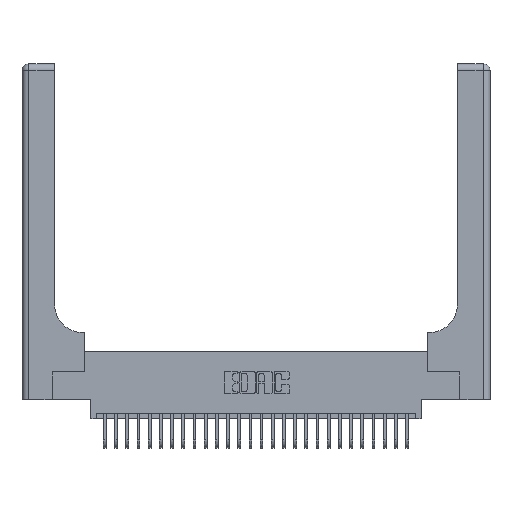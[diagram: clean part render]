
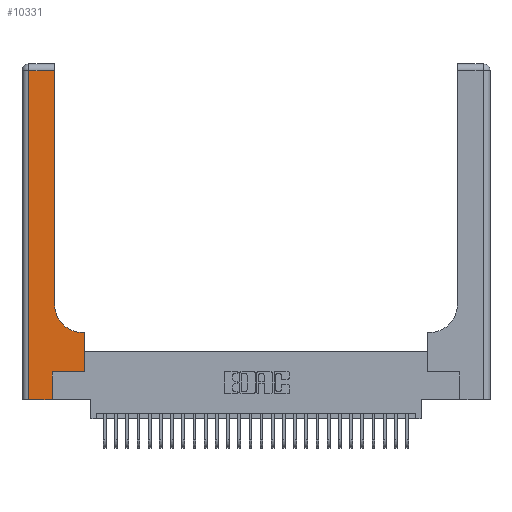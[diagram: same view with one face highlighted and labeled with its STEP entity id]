
A CAD part, top view. The second image highlights one B-rep face of the part: STEP entity #10331.
In plain terms, the highlighted planar face has unit normal (0, 0, 1).
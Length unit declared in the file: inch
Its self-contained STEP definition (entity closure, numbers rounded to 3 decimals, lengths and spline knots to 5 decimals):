
#608 = VECTOR ( 'NONE', #15953, 39.37008 ) ;
#817 = ORIENTED_EDGE ( 'NONE', *, *, #944, .T. ) ;
#944 = EDGE_CURVE ( 'NONE', #23607, #4655, #13722, .T. ) ;
#1155 = EDGE_CURVE ( 'NONE', #13451, #23607, #12670, .T. ) ;
#1185 = LINE ( 'NONE', #8968, #7036 ) ;
#1392 = CARTESIAN_POINT ( 'NONE',  ( 0.06, 0., 0.37 ) ) ;
#1436 = CARTESIAN_POINT ( 'NONE',  ( 0.2915, 0.85, 0.37 ) ) ;
#1630 = CARTESIAN_POINT ( 'NONE',  ( 0., 0., 0.37 ) ) ;
#1671 = VECTOR ( 'NONE', #8232, 39.37008 ) ;
#2814 = ORIENTED_EDGE ( 'NONE', *, *, #26160, .T. ) ;
#3308 = DIRECTION ( 'NONE',  ( -1., 0., 0. ) ) ;
#3798 = ORIENTED_EDGE ( 'NONE', *, *, #25384, .T. ) ;
#4655 = VERTEX_POINT ( 'NONE', #1436 ) ;
#5006 = DIRECTION ( 'NONE',  ( 0., 0., -1. ) ) ;
#5025 = CARTESIAN_POINT ( 'NONE',  ( 0.269, 0., 0.37 ) ) ;
#6991 = ORIENTED_EDGE ( 'NONE', *, *, #11010, .T. ) ;
#7036 = VECTOR ( 'NONE', #22104, 39.37008 ) ;
#8232 = DIRECTION ( 'NONE',  ( -1., 0., 0. ) ) ;
#8881 = LINE ( 'NONE', #10433, #21924 ) ;
#8968 = CARTESIAN_POINT ( 'NONE',  ( 0.2915, 3., 0.37 ) ) ;
#9079 = VERTEX_POINT ( 'NONE', #18441 ) ;
#9633 = ORIENTED_EDGE ( 'NONE', *, *, #25269, .T. ) ;
#10113 = VECTOR ( 'NONE', #20930, 39.37008 ) ;
#10331 = ADVANCED_FACE ( 'NONE', ( #20096 ), #12071, .F. ) ;
#10418 = VERTEX_POINT ( 'NONE', #1392 ) ;
#10433 = CARTESIAN_POINT ( 'NONE',  ( 0.269, 0.25, 0.37 ) ) ;
#11010 = EDGE_CURVE ( 'NONE', #16287, #13451, #15936, .T. ) ;
#12071 = PLANE ( 'NONE',  #14244 ) ;
#12670 = LINE ( 'NONE', #27939, #1671 ) ;
#13027 = LINE ( 'NONE', #18407, #18162 ) ;
#13382 = LINE ( 'NONE', #1630, #24339 ) ;
#13451 = VERTEX_POINT ( 'NONE', #27946 ) ;
#13509 = ORIENTED_EDGE ( 'NONE', *, *, #15078, .T. ) ;
#13722 = CIRCLE ( 'NONE', #21012, 0.25 ) ;
#14244 = AXIS2_PLACEMENT_3D ( 'NONE', #22898, #16449, #3308 ) ;
#15047 = DIRECTION ( 'NONE',  ( 0., -1., 0. ) ) ;
#15078 = EDGE_CURVE ( 'NONE', #17584, #16287, #8881, .T. ) ;
#15936 = LINE ( 'NONE', #18723, #10113 ) ;
#15953 = DIRECTION ( 'NONE',  ( 0., 1., 0. ) ) ;
#16287 = VERTEX_POINT ( 'NONE', #19474 ) ;
#16449 = DIRECTION ( 'NONE',  ( 0., 0., -1. ) ) ;
#16962 = DIRECTION ( 'NONE',  ( 1., 0., 0. ) ) ;
#17145 = CARTESIAN_POINT ( 'NONE',  ( 0.5415, 0.6, 0.37 ) ) ;
#17584 = VERTEX_POINT ( 'NONE', #17854 ) ;
#17854 = CARTESIAN_POINT ( 'NONE',  ( 0.269, 0.25, 0.37 ) ) ;
#18134 = CARTESIAN_POINT ( 'NONE',  ( 0.5415, 0.85, 0.37 ) ) ;
#18162 = VECTOR ( 'NONE', #22821, 39.37008 ) ;
#18407 = CARTESIAN_POINT ( 'NONE',  ( 0., 2.94, 0.37 ) ) ;
#18441 = CARTESIAN_POINT ( 'NONE',  ( 0.06, 2.94, 0.37 ) ) ;
#18723 = CARTESIAN_POINT ( 'NONE',  ( 0.5585, 0.25, 0.37 ) ) ;
#19474 = CARTESIAN_POINT ( 'NONE',  ( 0.5585, 0.25, 0.37 ) ) ;
#19715 = VERTEX_POINT ( 'NONE', #27936 ) ;
#20096 = FACE_OUTER_BOUND ( 'NONE', #24728, .T. ) ;
#20341 = DIRECTION ( 'NONE',  ( 1., 0., 0. ) ) ;
#20930 = DIRECTION ( 'NONE',  ( 0., 1., 0. ) ) ;
#21012 = AXIS2_PLACEMENT_3D ( 'NONE', #18134, #5006, #20341 ) ;
#21231 = VECTOR ( 'NONE', #15047, 39.37008 ) ;
#21924 = VECTOR ( 'NONE', #25749, 39.37008 ) ;
#21947 = EDGE_CURVE ( 'NONE', #10418, #19715, #13382, .T. ) ;
#22104 = DIRECTION ( 'NONE',  ( 0., 1., 0. ) ) ;
#22821 = DIRECTION ( 'NONE',  ( -1., 0., 0. ) ) ;
#22898 = CARTESIAN_POINT ( 'NONE',  ( 0., 3., 0.37 ) ) ;
#22931 = VERTEX_POINT ( 'NONE', #22947 ) ;
#22947 = CARTESIAN_POINT ( 'NONE',  ( 0.2915, 2.94, 0.37 ) ) ;
#23245 = LINE ( 'NONE', #5025, #608 ) ;
#23607 = VERTEX_POINT ( 'NONE', #17145 ) ;
#24339 = VECTOR ( 'NONE', #16962, 39.37008 ) ;
#24431 = EDGE_CURVE ( 'NONE', #4655, #22931, #1185, .T. ) ;
#24728 = EDGE_LOOP ( 'NONE', ( #25040, #9633, #3798, #25785, #2814, #13509, #6991, #25844, #817 ) ) ;
#25040 = ORIENTED_EDGE ( 'NONE', *, *, #24431, .T. ) ;
#25269 = EDGE_CURVE ( 'NONE', #22931, #9079, #13027, .T. ) ;
#25384 = EDGE_CURVE ( 'NONE', #9079, #10418, #27040, .T. ) ;
#25749 = DIRECTION ( 'NONE',  ( 1., 0., 0. ) ) ;
#25785 = ORIENTED_EDGE ( 'NONE', *, *, #21947, .T. ) ;
#25844 = ORIENTED_EDGE ( 'NONE', *, *, #1155, .T. ) ;
#25946 = CARTESIAN_POINT ( 'NONE',  ( 0.06, 3., 0.37 ) ) ;
#26160 = EDGE_CURVE ( 'NONE', #19715, #17584, #23245, .T. ) ;
#27040 = LINE ( 'NONE', #25946, #21231 ) ;
#27936 = CARTESIAN_POINT ( 'NONE',  ( 0.269, 0., 0.37 ) ) ;
#27939 = CARTESIAN_POINT ( 'NONE',  ( 0.2915, 0.6, 0.37 ) ) ;
#27946 = CARTESIAN_POINT ( 'NONE',  ( 0.5585, 0.6, 0.37 ) ) ;
